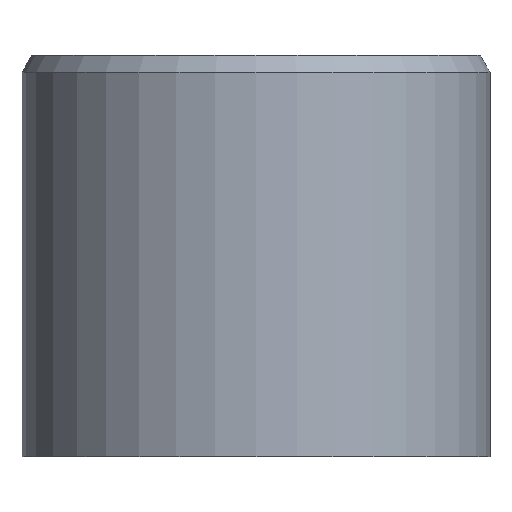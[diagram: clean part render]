
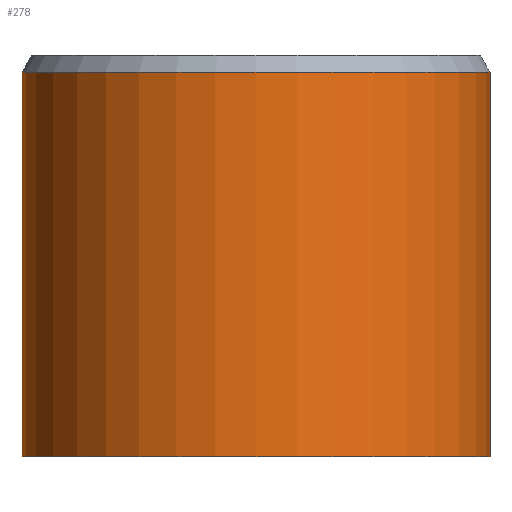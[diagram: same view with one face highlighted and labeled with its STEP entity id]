
A CAD part, front view. The second image highlights one B-rep face of the part: STEP entity #278.
In plain terms, the highlighted cylindrical face has radius 11.113 mm (diameter 22.225 mm), a partial arc.
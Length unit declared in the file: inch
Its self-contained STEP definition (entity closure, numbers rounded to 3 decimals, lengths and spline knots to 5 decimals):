
#5 = VERTEX_POINT ( 'NONE', #14 ) ;
#13 = ORIENTED_EDGE ( 'NONE', *, *, #201, .T. ) ;
#14 = CARTESIAN_POINT ( 'NONE',  ( 0.4375, 0., 0.7185 ) ) ;
#18 = DIRECTION ( 'NONE',  ( 0., 0., 1. ) ) ;
#46 = CARTESIAN_POINT ( 'NONE',  ( 0.4375, 0., 0. ) ) ;
#59 = VERTEX_POINT ( 'NONE', #243 ) ;
#61 = EDGE_LOOP ( 'NONE', ( #98, #219, #13, #146 ) ) ;
#69 = CYLINDRICAL_SURFACE ( 'NONE', #306, 0.4375 ) ;
#76 = AXIS2_PLACEMENT_3D ( 'NONE', #293, #88, #140 ) ;
#84 = EDGE_CURVE ( 'NONE', #5, #59, #254, .T. ) ;
#88 = DIRECTION ( 'NONE',  ( 0., 0., -1. ) ) ;
#98 = ORIENTED_EDGE ( 'NONE', *, *, #237, .F. ) ;
#112 = CARTESIAN_POINT ( 'NONE',  ( -0.4375, 0., 0. ) ) ;
#126 = VECTOR ( 'NONE', #319, 39.37008 ) ;
#133 = LINE ( 'NONE', #273, #309 ) ;
#139 = CARTESIAN_POINT ( 'NONE',  ( 0., 0., 0.35925 ) ) ;
#140 = DIRECTION ( 'NONE',  ( 1., 0., 0. ) ) ;
#146 = ORIENTED_EDGE ( 'NONE', *, *, #84, .T. ) ;
#181 = CIRCLE ( 'NONE', #184, 0.4375 ) ;
#184 = AXIS2_PLACEMENT_3D ( 'NONE', #296, #248, #249 ) ;
#201 = EDGE_CURVE ( 'NONE', #314, #5, #261, .T. ) ;
#203 = VERTEX_POINT ( 'NONE', #112 ) ;
#218 = EDGE_CURVE ( 'NONE', #203, #314, #181, .T. ) ;
#219 = ORIENTED_EDGE ( 'NONE', *, *, #218, .T. ) ;
#220 = DIRECTION ( 'NONE',  ( 1., 0., 0. ) ) ;
#234 = FACE_OUTER_BOUND ( 'NONE', #61, .T. ) ;
#237 = EDGE_CURVE ( 'NONE', #203, #59, #133, .T. ) ;
#243 = CARTESIAN_POINT ( 'NONE',  ( -0.4375, 0., 0.7185 ) ) ;
#248 = DIRECTION ( 'NONE',  ( 0., 0., 1. ) ) ;
#249 = DIRECTION ( 'NONE',  ( 1., 0., 0. ) ) ;
#254 = CIRCLE ( 'NONE', #76, 0.4375 ) ;
#261 = LINE ( 'NONE', #317, #126 ) ;
#273 = CARTESIAN_POINT ( 'NONE',  ( -0.4375, 0., 0.35925 ) ) ;
#278 = ADVANCED_FACE ( 'NONE', ( #234 ), #69, .T. ) ;
#293 = CARTESIAN_POINT ( 'NONE',  ( 0., 0., 0.7185 ) ) ;
#296 = CARTESIAN_POINT ( 'NONE',  ( 0., 0., 0. ) ) ;
#300 = DIRECTION ( 'NONE',  ( 0., 0., 1. ) ) ;
#306 = AXIS2_PLACEMENT_3D ( 'NONE', #139, #300, #220 ) ;
#309 = VECTOR ( 'NONE', #18, 39.37008 ) ;
#314 = VERTEX_POINT ( 'NONE', #46 ) ;
#317 = CARTESIAN_POINT ( 'NONE',  ( 0.4375, 0., 0.35925 ) ) ;
#319 = DIRECTION ( 'NONE',  ( 0., 0., 1. ) ) ;
